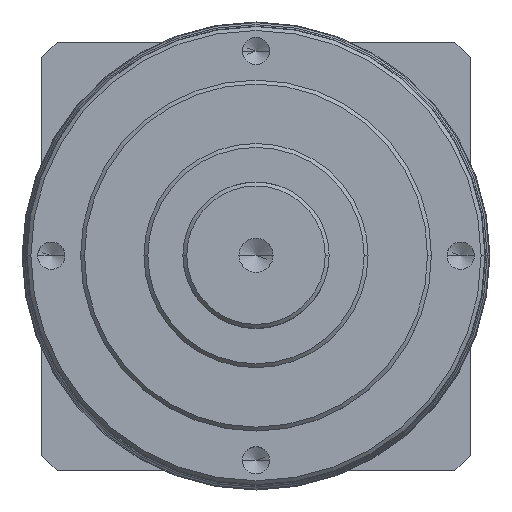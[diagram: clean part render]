
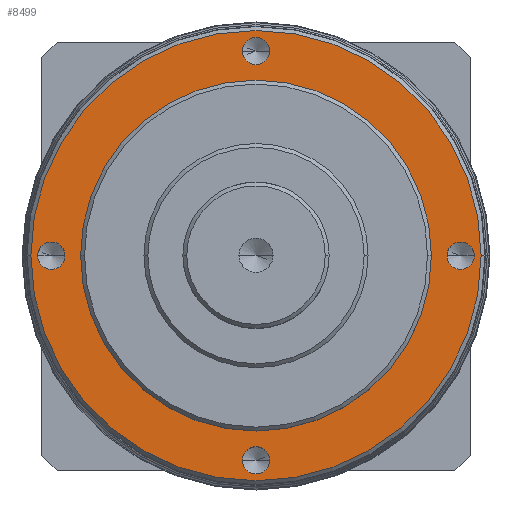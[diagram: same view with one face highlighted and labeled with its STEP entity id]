
A CAD part, top view. The second image highlights one B-rep face of the part: STEP entity #8499.
In plain terms, the highlighted planar face has unit normal (0, 0, 1).
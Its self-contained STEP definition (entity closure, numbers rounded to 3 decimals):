
#2693=CARTESIAN_POINT('',(0.,105.,273.));
#2694=DIRECTION('',(0.,0.,-1.));
#2695=DIRECTION('',(1.,0.,0.));
#2696=AXIS2_PLACEMENT_3D('',#2693,#2694,#2695);
#2698=CARTESIAN_POINT('',(0.,105.,273.));
#2699=DIRECTION('',(0.,0.,-1.));
#2700=DIRECTION('',(-1.,0.,0.));
#2701=AXIS2_PLACEMENT_3D('',#2698,#2699,#2700);
#2703=CARTESIAN_POINT('',(105.,0.,273.));
#2704=DIRECTION('',(0.,0.,-1.));
#2705=DIRECTION('',(1.,0.,0.));
#2706=AXIS2_PLACEMENT_3D('',#2703,#2704,#2705);
#2708=CARTESIAN_POINT('',(105.,0.,273.));
#2709=DIRECTION('',(0.,0.,-1.));
#2710=DIRECTION('',(-1.,0.,0.));
#2711=AXIS2_PLACEMENT_3D('',#2708,#2709,#2710);
#2713=CARTESIAN_POINT('',(0.,-105.,273.));
#2714=DIRECTION('',(0.,0.,-1.));
#2715=DIRECTION('',(1.,0.,0.));
#2716=AXIS2_PLACEMENT_3D('',#2713,#2714,#2715);
#2718=CARTESIAN_POINT('',(0.,-105.,273.));
#2719=DIRECTION('',(0.,0.,-1.));
#2720=DIRECTION('',(-1.,0.,0.));
#2721=AXIS2_PLACEMENT_3D('',#2718,#2719,#2720);
#2723=CARTESIAN_POINT('',(-105.,0.,273.));
#2724=DIRECTION('',(0.,0.,-1.));
#2725=DIRECTION('',(1.,0.,0.));
#2726=AXIS2_PLACEMENT_3D('',#2723,#2724,#2725);
#2728=CARTESIAN_POINT('',(-105.,0.,273.));
#2729=DIRECTION('',(0.,0.,-1.));
#2730=DIRECTION('',(-1.,0.,0.));
#2731=AXIS2_PLACEMENT_3D('',#2728,#2729,#2730);
#2733=CARTESIAN_POINT('',(0.,0.,273.));
#2734=DIRECTION('',(0.,0.,1.));
#2735=DIRECTION('',(1.,0.,0.));
#2736=AXIS2_PLACEMENT_3D('',#2733,#2734,#2735);
#2738=CARTESIAN_POINT('',(0.,0.,273.));
#2739=DIRECTION('',(0.,0.,1.));
#2740=DIRECTION('',(-1.,0.,0.));
#2741=AXIS2_PLACEMENT_3D('',#2738,#2739,#2740);
#2743=CARTESIAN_POINT('',(0.,0.,273.));
#2744=DIRECTION('',(0.,0.,-1.));
#2745=DIRECTION('',(1.,0.,0.));
#2746=AXIS2_PLACEMENT_3D('',#2743,#2744,#2745);
#2748=CARTESIAN_POINT('',(0.,0.,273.));
#2749=DIRECTION('',(0.,0.,-1.));
#2750=DIRECTION('',(-1.,0.,0.));
#2751=AXIS2_PLACEMENT_3D('',#2748,#2749,#2750);
#4225=CARTESIAN_POINT('',(-7.,105.,273.));
#4227=VERTEX_POINT('',#4225);
#4229=CARTESIAN_POINT('',(7.,105.,273.));
#4231=VERTEX_POINT('',#4229);
#4656=CARTESIAN_POINT('',(-90.,0.,273.));
#4658=VERTEX_POINT('',#4656);
#4660=CARTESIAN_POINT('',(90.,0.,273.));
#4662=VERTEX_POINT('',#4660);
#4664=CARTESIAN_POINT('',(-115.5,0.,273.));
#4665=VERTEX_POINT('',#4664);
#4666=CARTESIAN_POINT('',(115.5,0.,273.));
#4667=VERTEX_POINT('',#4666);
#4698=CARTESIAN_POINT('',(-112.,0.,273.));
#4699=VERTEX_POINT('',#4698);
#4700=CARTESIAN_POINT('',(-98.,0.,273.));
#4701=VERTEX_POINT('',#4700);
#4716=CARTESIAN_POINT('',(-7.,-105.,273.));
#4717=VERTEX_POINT('',#4716);
#4718=CARTESIAN_POINT('',(7.,-105.,273.));
#4719=VERTEX_POINT('',#4718);
#4726=CARTESIAN_POINT('',(98.,0.,273.));
#4727=VERTEX_POINT('',#4726);
#4728=CARTESIAN_POINT('',(112.,0.,273.));
#4729=VERTEX_POINT('',#4728);
#8459=CARTESIAN_POINT('',(0.,0.,273.));
#8460=DIRECTION('',(0.,0.,1.));
#8461=DIRECTION('',(1.,0.,0.));
#8462=AXIS2_PLACEMENT_3D('',#8459,#8460,#8461);
#8463=PLANE('',#8462);
#8465=ORIENTED_EDGE('',*,*,#8464,.F.);
#8466=ORIENTED_EDGE('',*,*,#8449,.F.);
#8467=EDGE_LOOP('',(#8465,#8466));
#8468=FACE_OUTER_BOUND('',#8467,.F.);
#8470=ORIENTED_EDGE('',*,*,#8469,.F.);
#8472=ORIENTED_EDGE('',*,*,#8471,.F.);
#8473=EDGE_LOOP('',(#8470,#8472));
#8474=FACE_BOUND('',#8473,.F.);
#8476=ORIENTED_EDGE('',*,*,#8475,.F.);
#8478=ORIENTED_EDGE('',*,*,#8477,.F.);
#8479=EDGE_LOOP('',(#8476,#8478));
#8480=FACE_BOUND('',#8479,.F.);
#8482=ORIENTED_EDGE('',*,*,#8481,.F.);
#8484=ORIENTED_EDGE('',*,*,#8483,.F.);
#8485=EDGE_LOOP('',(#8482,#8484));
#8486=FACE_BOUND('',#8485,.F.);
#8488=ORIENTED_EDGE('',*,*,#8487,.F.);
#8490=ORIENTED_EDGE('',*,*,#8489,.F.);
#8491=EDGE_LOOP('',(#8488,#8490));
#8492=FACE_BOUND('',#8491,.F.);
#8494=ORIENTED_EDGE('',*,*,#8493,.F.);
#8496=ORIENTED_EDGE('',*,*,#8495,.F.);
#8497=EDGE_LOOP('',(#8494,#8496));
#8498=FACE_BOUND('',#8497,.F.);
#8499=ADVANCED_FACE('',(#8468,#8474,#8480,#8486,#8492,#8498),#8463,.T.);
#2697=CIRCLE('',#2696,7.);
#2702=CIRCLE('',#2701,7.);
#2707=CIRCLE('',#2706,7.);
#2712=CIRCLE('',#2711,7.);
#2717=CIRCLE('',#2716,7.);
#2722=CIRCLE('',#2721,7.);
#2727=CIRCLE('',#2726,7.);
#2732=CIRCLE('',#2731,7.);
#2737=CIRCLE('',#2736,115.5);
#2742=CIRCLE('',#2741,115.5);
#2747=CIRCLE('',#2746,90.);
#2752=CIRCLE('',#2751,90.);
#8449=EDGE_CURVE('',#4665,#4667,#2742,.T.);
#8464=EDGE_CURVE('',#4667,#4665,#2737,.T.);
#8469=EDGE_CURVE('',#4729,#4727,#2707,.T.);
#8471=EDGE_CURVE('',#4727,#4729,#2712,.T.);
#8475=EDGE_CURVE('',#4719,#4717,#2717,.T.);
#8477=EDGE_CURVE('',#4717,#4719,#2722,.T.);
#8481=EDGE_CURVE('',#4701,#4699,#2727,.T.);
#8483=EDGE_CURVE('',#4699,#4701,#2732,.T.);
#8487=EDGE_CURVE('',#4231,#4227,#2697,.T.);
#8489=EDGE_CURVE('',#4227,#4231,#2702,.T.);
#8493=EDGE_CURVE('',#4662,#4658,#2747,.T.);
#8495=EDGE_CURVE('',#4658,#4662,#2752,.T.);
